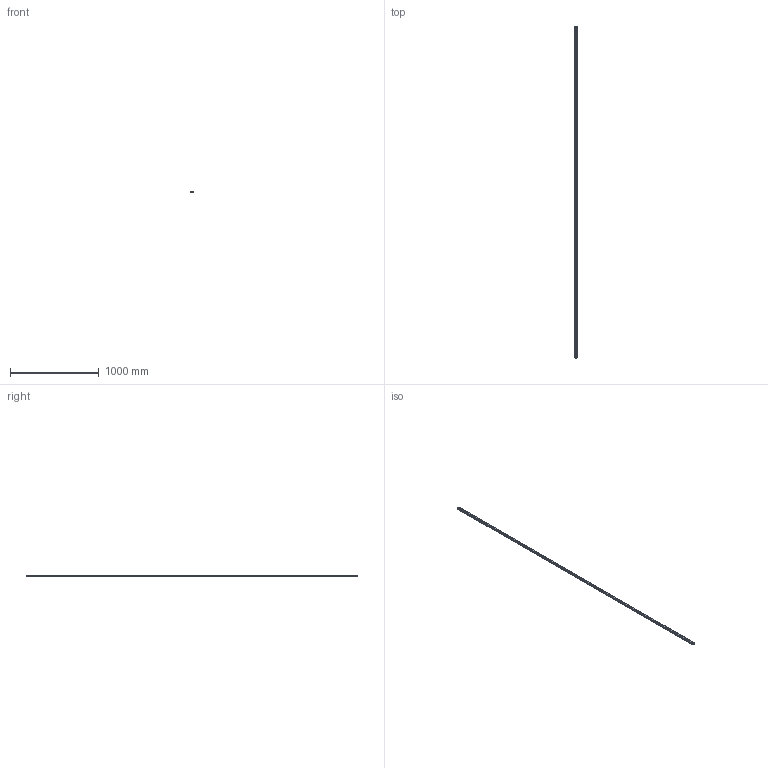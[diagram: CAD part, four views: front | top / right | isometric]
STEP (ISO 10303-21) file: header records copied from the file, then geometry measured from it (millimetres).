
FILE_DESCRIPTION(('STEP AP214'),'1');
FILE_NAME('cctmp_B84F6E49-DD42-4AB0-9272-D1F8C0A69EAE_2020_6_3_9_34_17_611..stp','2020-06-03T07:34:18',('HIWIN GmbH'),('CADClick - www.CADClick.com'),'Spatial InterOp 3D',' ','unknown authorization');
FILE_SCHEMA(('AUTOMOTIVE_DESIGN'));
Length unit declared in the file: millimetre
Products named in the file (1): HGR25R3750H_FILE
Bounding box: 23 x 3750 x 22 mm (x, y, z)
Volume: 1558381.1 mm3; surface area: 385320.1 mm2
Topology: 1 solids, 1 shells, 867 faces, 2205 edges, 1470 vertices
Faces by surface type: plane 467, cylinder 400
Entity records: 33843 total; most frequent: DIRECTION 5245, CARTESIAN_POINT 4543, ORIENTED_EDGE 4410, EDGE_CURVE 2205, AXIS2_PLACEMENT_3D 2172, VERTEX_POINT 1470, CIRCLE 1052, EDGE_LOOP 997
